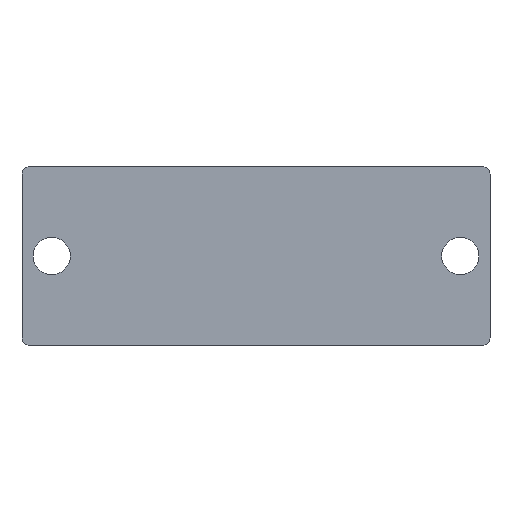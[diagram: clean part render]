
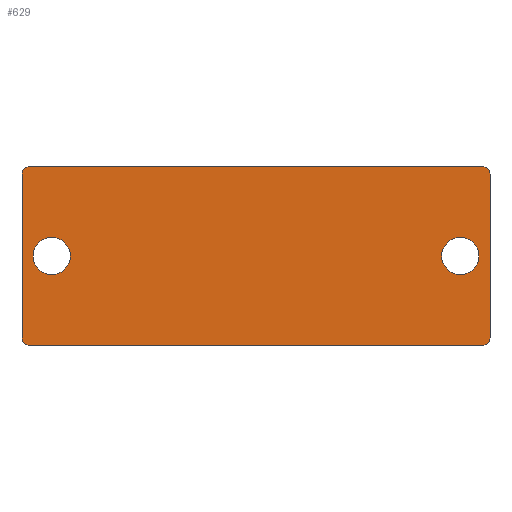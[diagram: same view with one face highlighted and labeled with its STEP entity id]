
A CAD part, front view. The second image highlights one B-rep face of the part: STEP entity #629.
In plain terms, the highlighted planar face has unit normal (0, -1, 0).
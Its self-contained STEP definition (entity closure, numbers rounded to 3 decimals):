
#27=FACE_BOUND('',#104,.T.);
#28=FACE_BOUND('',#105,.T.);
#43=CIRCLE('',#690,1.);
#44=CIRCLE('',#691,1.);
#45=CIRCLE('',#692,1.);
#46=CIRCLE('',#693,1.);
#47=CIRCLE('',#694,2.5);
#48=CIRCLE('',#695,2.5);
#69=FACE_OUTER_BOUND('',#103,.T.);
#103=EDGE_LOOP('',(#513,#514,#515,#516,#517,#518,#519,#520));
#104=EDGE_LOOP('',(#521));
#105=EDGE_LOOP('',(#522));
#172=LINE('',#1026,#242);
#173=LINE('',#1030,#243);
#174=LINE('',#1034,#244);
#175=LINE('',#1038,#245);
#242=VECTOR('',#834,10.);
#243=VECTOR('',#837,10.);
#244=VECTOR('',#840,10.);
#245=VECTOR('',#843,10.);
#307=VERTEX_POINT('',#1024);
#308=VERTEX_POINT('',#1025);
#309=VERTEX_POINT('',#1027);
#310=VERTEX_POINT('',#1029);
#311=VERTEX_POINT('',#1031);
#312=VERTEX_POINT('',#1033);
#313=VERTEX_POINT('',#1035);
#314=VERTEX_POINT('',#1037);
#315=VERTEX_POINT('',#1040);
#316=VERTEX_POINT('',#1042);
#386=EDGE_CURVE('',#307,#308,#172,.T.);
#387=EDGE_CURVE('',#309,#307,#43,.T.);
#388=EDGE_CURVE('',#310,#309,#173,.T.);
#389=EDGE_CURVE('',#311,#310,#44,.T.);
#390=EDGE_CURVE('',#312,#311,#174,.T.);
#391=EDGE_CURVE('',#313,#312,#45,.T.);
#392=EDGE_CURVE('',#314,#313,#175,.T.);
#393=EDGE_CURVE('',#308,#314,#46,.T.);
#394=EDGE_CURVE('',#315,#315,#47,.T.);
#395=EDGE_CURVE('',#316,#316,#48,.T.);
#513=ORIENTED_EDGE('',*,*,#386,.F.);
#514=ORIENTED_EDGE('',*,*,#387,.F.);
#515=ORIENTED_EDGE('',*,*,#388,.F.);
#516=ORIENTED_EDGE('',*,*,#389,.F.);
#517=ORIENTED_EDGE('',*,*,#390,.F.);
#518=ORIENTED_EDGE('',*,*,#391,.F.);
#519=ORIENTED_EDGE('',*,*,#392,.F.);
#520=ORIENTED_EDGE('',*,*,#393,.F.);
#521=ORIENTED_EDGE('',*,*,#394,.F.);
#522=ORIENTED_EDGE('',*,*,#395,.F.);
#603=PLANE('',#689);
#629=ADVANCED_FACE('',(#69,#27,#28),#603,.F.);
#689=AXIS2_PLACEMENT_3D('',#1023,#832,#833);
#690=AXIS2_PLACEMENT_3D('',#1028,#835,#836);
#691=AXIS2_PLACEMENT_3D('',#1032,#838,#839);
#692=AXIS2_PLACEMENT_3D('',#1036,#841,#842);
#693=AXIS2_PLACEMENT_3D('',#1039,#844,#845);
#694=AXIS2_PLACEMENT_3D('',#1041,#846,#847);
#695=AXIS2_PLACEMENT_3D('',#1043,#848,#849);
#832=DIRECTION('center_axis',(0.,1.,0.));
#833=DIRECTION('ref_axis',(1.,0.,0.));
#834=DIRECTION('',(1.,0.,0.));
#835=DIRECTION('center_axis',(0.,1.,0.));
#836=DIRECTION('ref_axis',(-1.,0.,0.));
#837=DIRECTION('',(0.,0.,1.));
#838=DIRECTION('center_axis',(0.,1.,0.));
#839=DIRECTION('ref_axis',(0.,0.,-1.));
#840=DIRECTION('',(-1.,0.,0.));
#841=DIRECTION('center_axis',(0.,1.,0.));
#842=DIRECTION('ref_axis',(1.,0.,0.));
#843=DIRECTION('',(0.,0.,-1.));
#844=DIRECTION('center_axis',(0.,1.,0.));
#845=DIRECTION('ref_axis',(0.,0.,1.));
#846=DIRECTION('center_axis',(0.,-1.,0.));
#847=DIRECTION('ref_axis',(1.,0.,0.));
#848=DIRECTION('center_axis',(0.,-1.,0.));
#849=DIRECTION('ref_axis',(1.,0.,0.));
#1023=CARTESIAN_POINT('Origin',(31.5,0.,-12.));
#1024=CARTESIAN_POINT('',(1.,0.,0.));
#1025=CARTESIAN_POINT('',(62.,0.,0.));
#1026=CARTESIAN_POINT('',(1.,0.,0.));
#1027=CARTESIAN_POINT('',(0.,0.,-1.));
#1028=CARTESIAN_POINT('Origin',(1.,0.,-1.));
#1029=CARTESIAN_POINT('',(0.,0.,-23.));
#1030=CARTESIAN_POINT('',(0.,0.,-23.));
#1031=CARTESIAN_POINT('',(1.,0.,-24.));
#1032=CARTESIAN_POINT('Origin',(1.,0.,-23.));
#1033=CARTESIAN_POINT('',(62.,0.,-24.));
#1034=CARTESIAN_POINT('',(62.,0.,-24.));
#1035=CARTESIAN_POINT('',(63.,0.,-23.));
#1036=CARTESIAN_POINT('Origin',(62.,0.,-23.));
#1037=CARTESIAN_POINT('',(63.,0.,-1.));
#1038=CARTESIAN_POINT('',(63.,0.,-1.));
#1039=CARTESIAN_POINT('Origin',(62.,0.,-1.));
#1040=CARTESIAN_POINT('',(1.5,0.,-12.));
#1041=CARTESIAN_POINT('Origin',(4.,0.,-12.));
#1042=CARTESIAN_POINT('',(56.5,0.,-12.));
#1043=CARTESIAN_POINT('Origin',(59.,0.,-12.));
